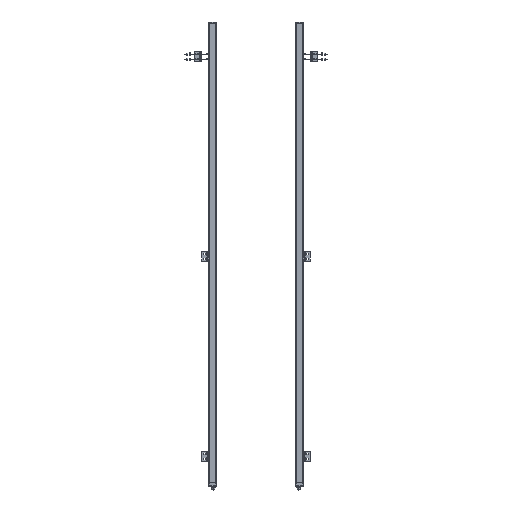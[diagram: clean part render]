
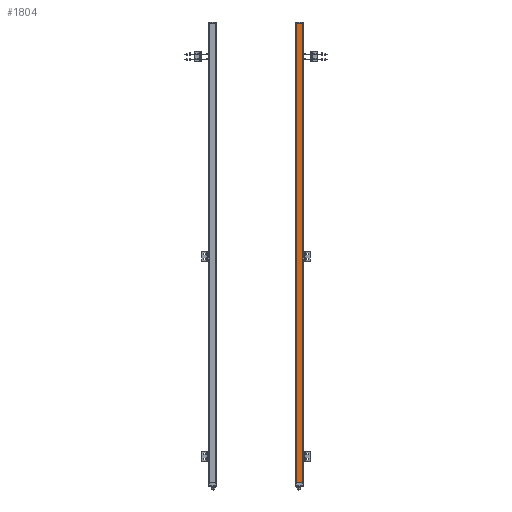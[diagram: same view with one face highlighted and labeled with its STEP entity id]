
A CAD part, top view. The second image highlights one B-rep face of the part: STEP entity #1804.
In plain terms, the highlighted planar face has unit normal (0, 0, 1).
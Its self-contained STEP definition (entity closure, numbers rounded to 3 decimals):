
#783=DIRECTION('',(0.,1.,0.));
#784=VECTOR('',#783,1827.5);
#785=CARTESIAN_POINT('',(257.065,-24.574,64.672));
#786=LINE('',#785,#784);
#791=DIRECTION('',(-1.,0.,0.));
#792=VECTOR('',#791,24.006);
#793=CARTESIAN_POINT('',(281.072,1802.926,64.672));
#794=LINE('',#793,#792);
#795=DIRECTION('',(1.,0.,0.));
#796=VECTOR('',#795,24.006);
#797=CARTESIAN_POINT('',(257.065,-24.574,64.672));
#798=LINE('',#797,#796);
#803=DIRECTION('',(0.,-1.,0.));
#804=VECTOR('',#803,1827.5);
#805=CARTESIAN_POINT('',(281.072,1802.926,64.672));
#806=LINE('',#805,#804);
#857=CARTESIAN_POINT('',(281.072,1802.926,64.672));
#858=VERTEX_POINT('',#857);
#869=CARTESIAN_POINT('',(257.065,1802.926,64.672));
#870=VERTEX_POINT('',#869);
#871=CARTESIAN_POINT('',(281.072,-24.574,64.672));
#872=VERTEX_POINT('',#871);
#879=CARTESIAN_POINT('',(257.065,-24.574,64.672));
#880=VERTEX_POINT('',#879);
#1792=CARTESIAN_POINT('',(281.072,1474.926,64.672));
#1793=DIRECTION('',(0.,0.,1.));
#1794=DIRECTION('',(0.,1.,0.));
#1795=AXIS2_PLACEMENT_3D('',#1792,#1793,#1794);
#1796=PLANE('',#1795);
#1797=ORIENTED_EDGE('',*,*,#1210,.F.);
#1799=ORIENTED_EDGE('',*,*,#1798,.T.);
#1800=ORIENTED_EDGE('',*,*,#1140,.F.);
#1801=ORIENTED_EDGE('',*,*,#1785,.T.);
#1802=EDGE_LOOP('',(#1797,#1799,#1800,#1801));
#1803=FACE_OUTER_BOUND('',#1802,.F.);
#1140=EDGE_CURVE('',#880,#872,#798,.T.);
#1210=EDGE_CURVE('',#858,#870,#794,.T.);
#1785=EDGE_CURVE('',#880,#870,#786,.T.);
#1798=EDGE_CURVE('',#858,#872,#806,.T.);
#1804=ADVANCED_FACE('',(#1803),#1796,.T.);
